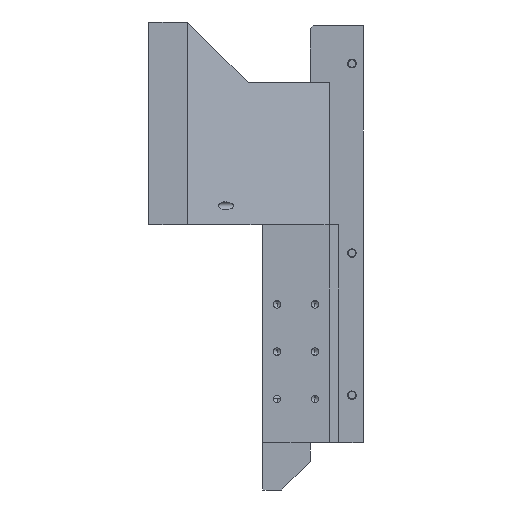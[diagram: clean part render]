
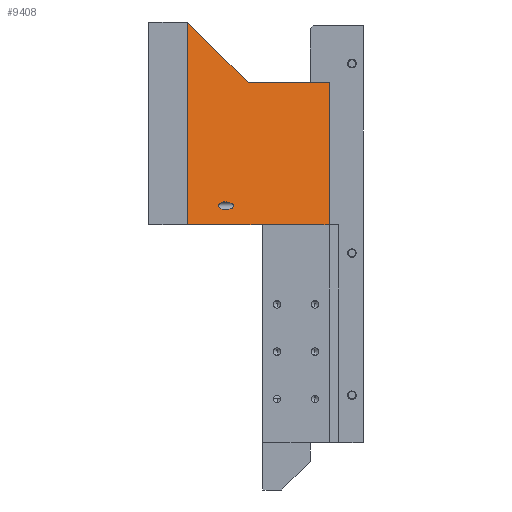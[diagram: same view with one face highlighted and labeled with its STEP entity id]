
A CAD part, left-side view. The second image highlights one B-rep face of the part: STEP entity #9408.
In plain terms, the highlighted planar face has unit normal (-0.893, -0.451, 0).
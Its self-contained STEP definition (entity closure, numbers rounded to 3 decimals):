
#59 = EDGE_CURVE ( 'NONE', #5701, #10661, #8370, .T. ) ;
#157 = LINE ( 'NONE', #12112, #11332 ) ;
#383 = VERTEX_POINT ( 'NONE', #10450 ) ;
#1341 = EDGE_CURVE ( 'NONE', #13515, #3394, #157, .T. ) ;
#1864 = ORIENTED_EDGE ( 'NONE', *, *, #59, .F. ) ;
#2049 = ORIENTED_EDGE ( 'NONE', *, *, #9530, .F. ) ;
#2354 = VECTOR ( 'NONE', #15605, 1000. ) ;
#2399 = EDGE_LOOP ( 'NONE', ( #2049, #18629 ) ) ;
#2771 = EDGE_LOOP ( 'NONE', ( #1864, #7905, #5639, #16669, #9327, #12924 ) ) ;
#3038 = CARTESIAN_POINT ( 'NONE',  ( -72.5, 18., 80. ) ) ;
#3250 = CARTESIAN_POINT ( 'NONE',  ( -110.25, 92.75, 112. ) ) ;
#3394 = VERTEX_POINT ( 'NONE', #3250 ) ;
#3574 = EDGE_CURVE ( 'NONE', #5701, #3394, #3715, .T. ) ;
#3629 = CARTESIAN_POINT ( 'NONE',  ( -50.524, -25.515, 5. ) ) ;
#3634 = VERTEX_POINT ( 'NONE', #15279 ) ;
#3715 = LINE ( 'NONE', #9602, #11741 ) ;
#3901 = CARTESIAN_POINT ( 'NONE',  ( -100., 72.454, 17. ) ) ;
#4972 = DIRECTION ( 'NONE',  ( -0.336, 0.666, 0.666 ) ) ;
#5451 = CARTESIAN_POINT ( 'NONE',  ( -104., 80.374, 17. ) ) ;
#5476 = DIRECTION ( 'NONE',  ( 0.451, -0.893, 0. ) ) ;
#5639 = ORIENTED_EDGE ( 'NONE', *, *, #1341, .F. ) ;
#5701 = VERTEX_POINT ( 'NONE', #8728 ) ;
#6511 = DIRECTION ( 'NONE',  ( -0.893, -0.451, 0. ) ) ;
#6694 = FACE_OUTER_BOUND ( 'NONE', #2771, .T. ) ;
#6836 = CARTESIAN_POINT ( 'NONE',  ( -50.524, -25.515, 5. ) ) ;
#7094 = LINE ( 'NONE', #13005, #11161 ) ;
#7170 = VECTOR ( 'NONE', #8100, 1000. ) ;
#7395 = AXIS2_PLACEMENT_3D ( 'NONE', #3629, #6511, #16737 ) ;
#7905 = ORIENTED_EDGE ( 'NONE', *, *, #3574, .T. ) ;
#8100 = DIRECTION ( 'NONE',  ( 0.451, -0.893, 0. ) ) ;
#8172 = CARTESIAN_POINT ( 'NONE',  ( -110.25, 92.75, 5. ) ) ;
#8179 = CARTESIAN_POINT ( 'NONE',  ( -50.524, -25.515, 80. ) ) ;
#8370 = LINE ( 'NONE', #8179, #2354 ) ;
#8728 = CARTESIAN_POINT ( 'NONE',  ( -94.089, 60.75, 80. ) ) ;
#9327 = ORIENTED_EDGE ( 'NONE', *, *, #10324, .T. ) ;
#9408 = ADVANCED_FACE ( 'NONE', ( #10879, #6694 ), #13950, .T. ) ;
#9530 = EDGE_CURVE ( 'NONE', #18864, #3634, #13013, .T. ) ;
#9596 = CARTESIAN_POINT ( 'NONE',  ( -100., 72.454, 17. ) ) ;
#9602 = CARTESIAN_POINT ( 'NONE',  ( -83.448, 39.679, 58.929 ) ) ;
#10158 = EDGE_CURVE ( 'NONE', #383, #10661, #15220, .T. ) ;
#10272 = DIRECTION ( 'NONE',  ( 0., 0., 1. ) ) ;
#10324 = EDGE_CURVE ( 'NONE', #13176, #383, #7094, .T. ) ;
#10450 = CARTESIAN_POINT ( 'NONE',  ( -72.5, 18., 5. ) ) ;
#10661 = VERTEX_POINT ( 'NONE', #3038 ) ;
#10879 = FACE_BOUND ( 'NONE', #2399, .T. ) ;
#11161 = VECTOR ( 'NONE', #5476, 1000. ) ;
#11239 = CARTESIAN_POINT ( 'NONE',  ( -96., 64.533, 13. ) ) ;
#11332 = VECTOR ( 'NONE', #10272, 1000. ) ;
#11442 = CARTESIAN_POINT ( 'NONE',  ( -100., 72.454, 13. ) ) ;
#11741 = VECTOR ( 'NONE', #4972, 1000. ) ;
#12112 = CARTESIAN_POINT ( 'NONE',  ( -110.25, 92.75, 5. ) ) ;
#12375 = EDGE_CURVE ( 'NONE', #13515, #13176, #15521, .T. ) ;
#12495 = CARTESIAN_POINT ( 'NONE',  ( -96., 64.533, 17. ) ) ;
#12775 = CARTESIAN_POINT ( 'NONE',  ( -100., 72.454, 13. ) ) ;
#12857 = CARTESIAN_POINT ( 'NONE',  ( -77.5, 27.901, 5. ) ) ;
#12924 = ORIENTED_EDGE ( 'NONE', *, *, #10158, .T. ) ;
#13005 = CARTESIAN_POINT ( 'NONE',  ( -50.524, -25.515, 5. ) ) ;
#13013 =( BOUNDED_CURVE ( )  B_SPLINE_CURVE ( 3, ( #13330, #5451, #18743, #11442 ),
 .UNSPECIFIED., .F., .F. ) 
 B_SPLINE_CURVE_WITH_KNOTS ( ( 4, 4 ),
 ( 4.712, 7.854 ),
 .UNSPECIFIED. ) 
 CURVE ( )  GEOMETRIC_REPRESENTATION_ITEM ( )  RATIONAL_B_SPLINE_CURVE ( ( 1., 0.333, 0.333, 1. ) ) 
 REPRESENTATION_ITEM ( '' )  );
#13176 = VERTEX_POINT ( 'NONE', #12857 ) ;
#13330 = CARTESIAN_POINT ( 'NONE',  ( -100., 72.454, 17. ) ) ;
#13515 = VERTEX_POINT ( 'NONE', #8172 ) ;
#13873 = CARTESIAN_POINT ( 'NONE',  ( -72.5, 18., 5. ) ) ;
#13950 = PLANE ( 'NONE',  #7395 ) ;
#13975 = DIRECTION ( 'NONE',  ( 0., 0., 1. ) ) ;
#14222 = VECTOR ( 'NONE', #13975, 1000. ) ;
#15220 = LINE ( 'NONE', #13873, #14222 ) ;
#15279 = CARTESIAN_POINT ( 'NONE',  ( -100., 72.454, 13. ) ) ;
#15521 = LINE ( 'NONE', #6836, #7170 ) ;
#15605 = DIRECTION ( 'NONE',  ( 0.451, -0.893, 0. ) ) ;
#16669 = ORIENTED_EDGE ( 'NONE', *, *, #12375, .T. ) ;
#16737 = DIRECTION ( 'NONE',  ( 0.451, -0.893, 0. ) ) ;
#17916 = EDGE_CURVE ( 'NONE', #3634, #18864, #18901, .T. ) ;
#18629 = ORIENTED_EDGE ( 'NONE', *, *, #17916, .F. ) ;
#18743 = CARTESIAN_POINT ( 'NONE',  ( -104., 80.374, 13. ) ) ;
#18864 = VERTEX_POINT ( 'NONE', #3901 ) ;
#18901 =( BOUNDED_CURVE ( )  B_SPLINE_CURVE ( 3, ( #12775, #11239, #12495, #9596 ),
 .UNSPECIFIED., .F., .F. ) 
 B_SPLINE_CURVE_WITH_KNOTS ( ( 4, 4 ),
 ( 1.571, 4.712 ),
 .UNSPECIFIED. ) 
 CURVE ( )  GEOMETRIC_REPRESENTATION_ITEM ( )  RATIONAL_B_SPLINE_CURVE ( ( 1., 0.333, 0.333, 1. ) ) 
 REPRESENTATION_ITEM ( '' )  );
